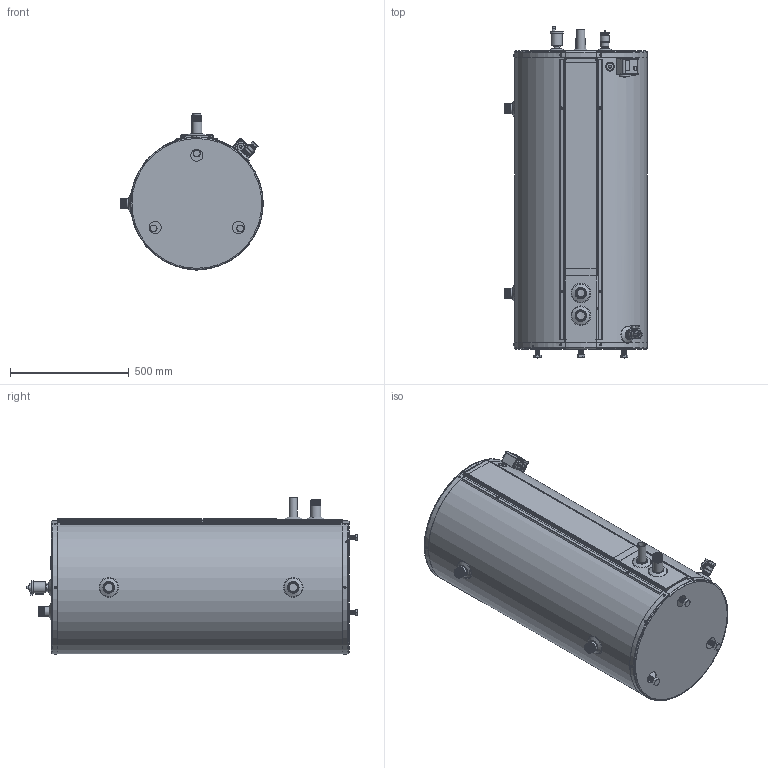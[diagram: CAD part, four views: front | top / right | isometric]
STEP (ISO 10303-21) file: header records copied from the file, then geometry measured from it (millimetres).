
FILE_DESCRIPTION (( 'STEP AP214' ), '1' );
FILE_NAME ('Turbomax 43-TXT(OPTION).STEP', '2019-09-26T19:20:59', ( '' ), ( '' ), 'SwSTEP 2.0', 'SolidWorks 2019', '' );
FILE_SCHEMA (( 'AUTOMOTIVE_DESIGN' ));
Length unit declared in the file: inch
Products named in the file (1): Turbomax 43-TXT(OPTION)
Bounding box: 606.82 x 1400.05 x 662.24 mm (x, y, z)
Volume: 3383133.9 mm3; surface area: 6421991 mm2
Topology: 65 solids, 68 shells, 2431 faces, 5495 edges, 3250 vertices
Faces by surface type: plane 894, cone 720, cylinder 604, bspline 117, torus 82, sphere 14
Full cylindrical faces by diameter (mm): 2.381 x2, 3.566 x220, 4.039 x2, 4.763 x10, 4.826 x20, 5.08 x2, 5.105 x14, 5.588 x2, 7.62 x2, 9.474 x20, 11.113 x1, 12.065 x1, 12.7 x2, 13.97 x1, 14.097 x1, 15.037 x1, 19.05 x72, 20.93 x2, 21.59 x2, 22.225 x2, 23.012 x3, 25.4 x3, 26.67 x2, 30.353 x1, 30.607 x1, 31.75 x2, 32.131 x1, 32.69 x1, 33.338 x1, 33.655 x1
Entity records: 133253 total; most frequent: CARTESIAN_POINT 52272, DIRECTION 10108, ORIENTED_EDGE 8500, EDGE_CURVE 4250, AXIS2_PLACEMENT_3D 4038, EDGE_LOOP 3747, VERTEX_POINT 3155, FACE_OUTER_BOUND 2916
